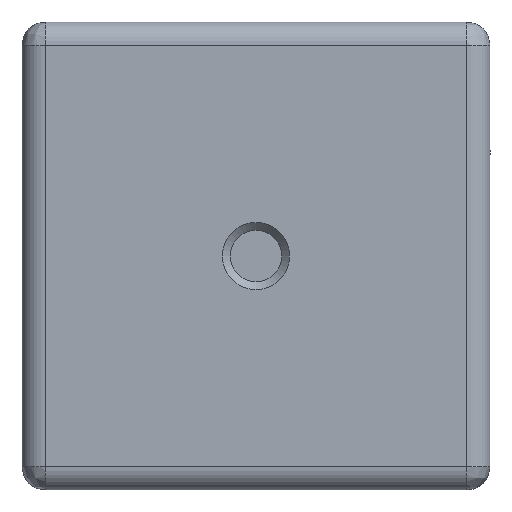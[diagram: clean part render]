
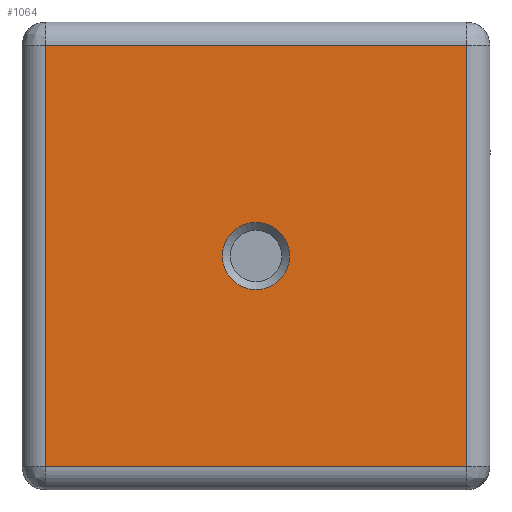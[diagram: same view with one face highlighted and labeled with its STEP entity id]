
A CAD part, front view. The second image highlights one B-rep face of the part: STEP entity #1064.
In plain terms, the highlighted planar face has unit normal (0, -1, 0).
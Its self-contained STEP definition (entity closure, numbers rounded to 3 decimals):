
#56 = FACE_BOUND ( 'NONE', #2135, .T. ) ;
#103 = EDGE_CURVE ( 'NONE', #1548, #178, #3781, .T. ) ;
#178 = VERTEX_POINT ( 'NONE', #368 ) ;
#260 = ORIENTED_EDGE ( 'NONE', *, *, #1270, .F. ) ;
#368 = CARTESIAN_POINT ( 'NONE',  ( 13.5, 0., 13.5 ) ) ;
#451 = EDGE_CURVE ( 'NONE', #497, #2846, #532, .T. ) ;
#497 = VERTEX_POINT ( 'NONE', #3739 ) ;
#527 = CARTESIAN_POINT ( 'NONE',  ( 0., 0., -2.15 ) ) ;
#532 = LINE ( 'NONE', #2026, #4207 ) ;
#751 = LINE ( 'NONE', #2274, #4808 ) ;
#1064 = ADVANCED_FACE ( 'NONE', ( #1528, #56 ), #1570, .F. ) ;
#1080 = LINE ( 'NONE', #2191, #1117 ) ;
#1117 = VECTOR ( 'NONE', #3700, 1000. ) ;
#1164 = DIRECTION ( 'NONE',  ( 0., 0., -1. ) ) ;
#1270 = EDGE_CURVE ( 'NONE', #2846, #1548, #1080, .T. ) ;
#1528 = FACE_OUTER_BOUND ( 'NONE', #3447, .T. ) ;
#1548 = VERTEX_POINT ( 'NONE', #3891 ) ;
#1570 = PLANE ( 'NONE',  #2315 ) ;
#1857 = CARTESIAN_POINT ( 'NONE',  ( 0., 0., 0. ) ) ;
#2026 = CARTESIAN_POINT ( 'NONE',  ( 0., 0., -13.5 ) ) ;
#2081 = ORIENTED_EDGE ( 'NONE', *, *, #3399, .F. ) ;
#2135 = EDGE_LOOP ( 'NONE', ( #2081 ) ) ;
#2191 = CARTESIAN_POINT ( 'NONE',  ( -13.5, 0., 0. ) ) ;
#2274 = CARTESIAN_POINT ( 'NONE',  ( 13.5, 0., 0. ) ) ;
#2315 = AXIS2_PLACEMENT_3D ( 'NONE', #3802, #4190, #4619 ) ;
#2329 = DIRECTION ( 'NONE',  ( 0., 0., -1. ) ) ;
#2336 = ORIENTED_EDGE ( 'NONE', *, *, #3387, .F. ) ;
#2846 = VERTEX_POINT ( 'NONE', #4481 ) ;
#3178 = VERTEX_POINT ( 'NONE', #527 ) ;
#3387 = EDGE_CURVE ( 'NONE', #178, #497, #751, .T. ) ;
#3399 = EDGE_CURVE ( 'NONE', #3178, #3178, #4419, .T. ) ;
#3447 = EDGE_LOOP ( 'NONE', ( #260, #4440, #2336, #4409 ) ) ;
#3700 = DIRECTION ( 'NONE',  ( 0., 0., 1. ) ) ;
#3739 = CARTESIAN_POINT ( 'NONE',  ( 13.5, 0., -13.5 ) ) ;
#3781 = LINE ( 'NONE', #4497, #4374 ) ;
#3788 = AXIS2_PLACEMENT_3D ( 'NONE', #1857, #4527, #1164 ) ;
#3802 = CARTESIAN_POINT ( 'NONE',  ( 0., 0., 0. ) ) ;
#3891 = CARTESIAN_POINT ( 'NONE',  ( -13.5, 0., 13.5 ) ) ;
#3935 = DIRECTION ( 'NONE',  ( -1., 0., 0. ) ) ;
#4190 = DIRECTION ( 'NONE',  ( 0., 1., 0. ) ) ;
#4207 = VECTOR ( 'NONE', #3935, 1000. ) ;
#4374 = VECTOR ( 'NONE', #4452, 1000. ) ;
#4409 = ORIENTED_EDGE ( 'NONE', *, *, #103, .F. ) ;
#4419 = CIRCLE ( 'NONE', #3788, 2.15 ) ;
#4440 = ORIENTED_EDGE ( 'NONE', *, *, #451, .F. ) ;
#4452 = DIRECTION ( 'NONE',  ( 1., 0., 0. ) ) ;
#4481 = CARTESIAN_POINT ( 'NONE',  ( -13.5, 0., -13.5 ) ) ;
#4497 = CARTESIAN_POINT ( 'NONE',  ( 0., 0., 13.5 ) ) ;
#4527 = DIRECTION ( 'NONE',  ( 0., -1., 0. ) ) ;
#4619 = DIRECTION ( 'NONE',  ( 0., 0., 1. ) ) ;
#4808 = VECTOR ( 'NONE', #2329, 1000. ) ;
